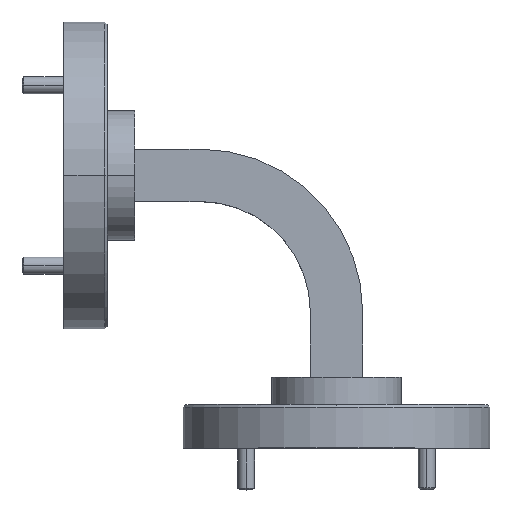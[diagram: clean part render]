
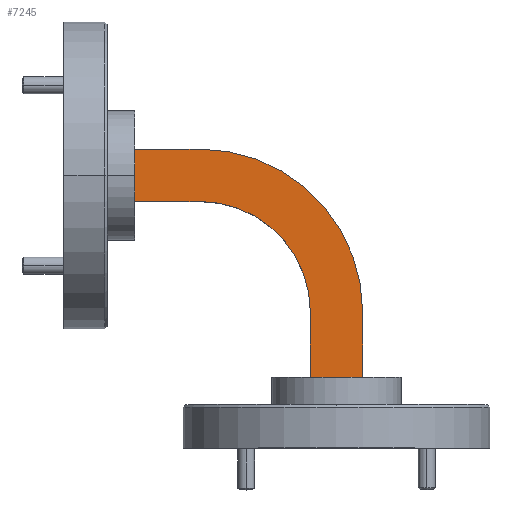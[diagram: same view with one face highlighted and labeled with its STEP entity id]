
A CAD part, top view. The second image highlights one B-rep face of the part: STEP entity #7245.
In plain terms, the highlighted planar face has unit normal (0, 0, 1).
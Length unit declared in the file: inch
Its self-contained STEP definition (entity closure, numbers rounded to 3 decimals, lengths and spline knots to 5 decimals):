
#49 = EDGE_CURVE ( 'NONE', #5749, #6606, #1422, .T. ) ;
#86 = CARTESIAN_POINT ( 'NONE',  ( 0.904, -0.74, 0.152 ) ) ;
#103 = AXIS2_PLACEMENT_3D ( 'NONE', #6494, #6596, #7187 ) ;
#263 = DIRECTION ( 'NONE',  ( -1., 0., 0. ) ) ;
#355 = VERTEX_POINT ( 'NONE', #7092 ) ;
#384 = ORIENTED_EDGE ( 'NONE', *, *, #5429, .F. ) ;
#461 = CARTESIAN_POINT ( 'NONE',  ( 1.096, -0.5, 0.152 ) ) ;
#492 = VECTOR ( 'NONE', #3151, 39.37008 ) ;
#563 = ORIENTED_EDGE ( 'NONE', *, *, #3109, .T. ) ;
#624 = AXIS2_PLACEMENT_3D ( 'NONE', #2958, #5883, #4154 ) ;
#787 = VECTOR ( 'NONE', #4328, 39.37008 ) ;
#835 = VERTEX_POINT ( 'NONE', #2394 ) ;
#848 = CIRCLE ( 'NONE', #103, 0.404 ) ;
#985 = DIRECTION ( 'NONE',  ( -1., 0., 0. ) ) ;
#1115 = CARTESIAN_POINT ( 'NONE',  ( 0.5, 0.096, 0.152 ) ) ;
#1302 = DIRECTION ( 'NONE',  ( 0., -1., 0. ) ) ;
#1362 = ORIENTED_EDGE ( 'NONE', *, *, #6674, .T. ) ;
#1422 = LINE ( 'NONE', #3728, #3203 ) ;
#1439 = LINE ( 'NONE', #3754, #787 ) ;
#1825 = VECTOR ( 'NONE', #3131, 39.37008 ) ;
#1872 = VECTOR ( 'NONE', #4786, 39.37008 ) ;
#2100 = DIRECTION ( 'NONE',  ( 0., 0., -1. ) ) ;
#2109 = CARTESIAN_POINT ( 'NONE',  ( 0.26, 0.096, 0.152 ) ) ;
#2394 = CARTESIAN_POINT ( 'NONE',  ( 0.904, -0.5, 0.152 ) ) ;
#2413 = LINE ( 'NONE', #2957, #1872 ) ;
#2466 = LINE ( 'NONE', #2511, #1825 ) ;
#2511 = CARTESIAN_POINT ( 'NONE',  ( 1.096, -0.5, 0.152 ) ) ;
#2895 = VECTOR ( 'NONE', #1302, 39.37008 ) ;
#2957 = CARTESIAN_POINT ( 'NONE',  ( 0.5, -0.096, 0.152 ) ) ;
#2958 = CARTESIAN_POINT ( 'NONE',  ( 0.5, -0.096, 0.152 ) ) ;
#3109 = EDGE_CURVE ( 'NONE', #4632, #3946, #1439, .T. ) ;
#3131 = DIRECTION ( 'NONE',  ( 0., -1., 0. ) ) ;
#3151 = DIRECTION ( 'NONE',  ( 0., -1., 0. ) ) ;
#3203 = VECTOR ( 'NONE', #263, 39.37008 ) ;
#3416 = ORIENTED_EDGE ( 'NONE', *, *, #7016, .F. ) ;
#3628 = CARTESIAN_POINT ( 'NONE',  ( 1.096, -0.74, 0.152 ) ) ;
#3644 = ORIENTED_EDGE ( 'NONE', *, *, #3969, .F. ) ;
#3728 = CARTESIAN_POINT ( 'NONE',  ( 0.5, -0.74, 0.152 ) ) ;
#3754 = CARTESIAN_POINT ( 'NONE',  ( 0.5, 0.096, 0.152 ) ) ;
#3832 = LINE ( 'NONE', #2109, #492 ) ;
#3946 = VERTEX_POINT ( 'NONE', #5872 ) ;
#3969 = EDGE_CURVE ( 'NONE', #6038, #5749, #2466, .T. ) ;
#4012 = FACE_OUTER_BOUND ( 'NONE', #6171, .T. ) ;
#4154 = DIRECTION ( 'NONE',  ( 1., 0., 0. ) ) ;
#4219 = LINE ( 'NONE', #6472, #2895 ) ;
#4328 = DIRECTION ( 'NONE',  ( -1., 0., 0. ) ) ;
#4468 = ORIENTED_EDGE ( 'NONE', *, *, #49, .F. ) ;
#4485 = ORIENTED_EDGE ( 'NONE', *, *, #6417, .T. ) ;
#4632 = VERTEX_POINT ( 'NONE', #1115 ) ;
#4786 = DIRECTION ( 'NONE',  ( -1., 0., 0. ) ) ;
#4957 = VERTEX_POINT ( 'NONE', #5543 ) ;
#5429 = EDGE_CURVE ( 'NONE', #355, #4957, #2413, .T. ) ;
#5435 = AXIS2_PLACEMENT_3D ( 'NONE', #7328, #2100, #985 ) ;
#5543 = CARTESIAN_POINT ( 'NONE',  ( 0.26, -0.096, 0.152 ) ) ;
#5691 = CIRCLE ( 'NONE', #5435, 0.596 ) ;
#5712 = ORIENTED_EDGE ( 'NONE', *, *, #7133, .T. ) ;
#5749 = VERTEX_POINT ( 'NONE', #3628 ) ;
#5872 = CARTESIAN_POINT ( 'NONE',  ( 0.26, 0.096, 0.152 ) ) ;
#5883 = DIRECTION ( 'NONE',  ( 0., 0., 1. ) ) ;
#6038 = VERTEX_POINT ( 'NONE', #461 ) ;
#6171 = EDGE_LOOP ( 'NONE', ( #5712, #384, #1362, #4485, #4468, #3644, #3416, #563 ) ) ;
#6417 = EDGE_CURVE ( 'NONE', #835, #6606, #4219, .T. ) ;
#6472 = CARTESIAN_POINT ( 'NONE',  ( 0.904, -0.5, 0.152 ) ) ;
#6494 = CARTESIAN_POINT ( 'NONE',  ( 0.5, -0.5, 0.152 ) ) ;
#6596 = DIRECTION ( 'NONE',  ( 0., 0., -1. ) ) ;
#6606 = VERTEX_POINT ( 'NONE', #86 ) ;
#6674 = EDGE_CURVE ( 'NONE', #355, #835, #848, .T. ) ;
#6837 = PLANE ( 'NONE',  #624 ) ;
#7016 = EDGE_CURVE ( 'NONE', #4632, #6038, #5691, .T. ) ;
#7092 = CARTESIAN_POINT ( 'NONE',  ( 0.5, -0.096, 0.152 ) ) ;
#7133 = EDGE_CURVE ( 'NONE', #3946, #4957, #3832, .T. ) ;
#7187 = DIRECTION ( 'NONE',  ( -1., 0., 0. ) ) ;
#7245 = ADVANCED_FACE ( 'NONE', ( #4012 ), #6837, .T. ) ;
#7328 = CARTESIAN_POINT ( 'NONE',  ( 0.5, -0.5, 0.152 ) ) ;
